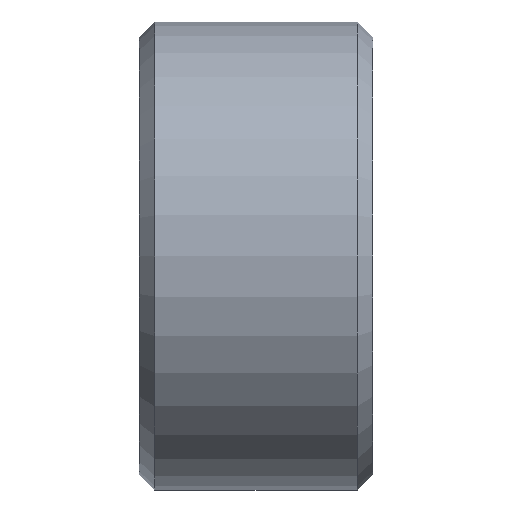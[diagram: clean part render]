
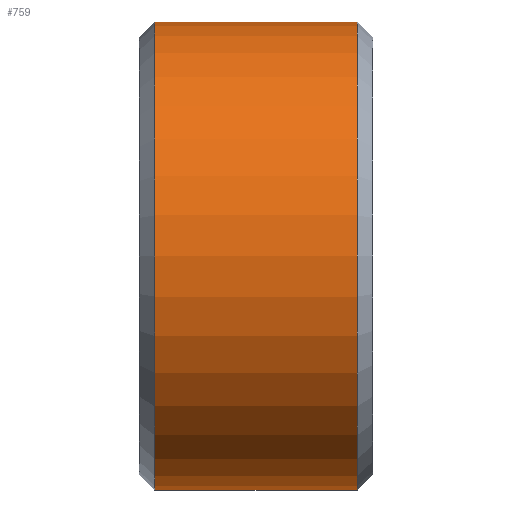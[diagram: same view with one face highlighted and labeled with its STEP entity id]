
A CAD part, front view. The second image highlights one B-rep face of the part: STEP entity #759.
In plain terms, the highlighted cylindrical face has radius 30 mm (diameter 60 mm), a partial arc.
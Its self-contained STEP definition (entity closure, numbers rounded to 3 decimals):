
#63 = CIRCLE ( 'NONE', #577, 30. ) ;
#82 = EDGE_CURVE ( 'NONE', #2175, #2470, #3185, .T. ) ;
#125 = DIRECTION ( 'NONE',  ( 1., 0., 0. ) ) ;
#227 = ORIENTED_EDGE ( 'NONE', *, *, #3103, .T. ) ;
#347 = CARTESIAN_POINT ( 'NONE',  ( -13., 0., -30. ) ) ;
#392 = VERTEX_POINT ( 'NONE', #2274 ) ;
#502 = DIRECTION ( 'NONE',  ( 0., 0., -1. ) ) ;
#577 = AXIS2_PLACEMENT_3D ( 'NONE', #1909, #2550, #1322 ) ;
#622 = CARTESIAN_POINT ( 'NONE',  ( 0., 0., 0. ) ) ;
#646 = VECTOR ( 'NONE', #902, 1000. ) ;
#692 = EDGE_CURVE ( 'NONE', #2175, #392, #2088, .T. ) ;
#759 = ADVANCED_FACE ( 'NONE', ( #817 ), #2061, .T. ) ;
#817 = FACE_OUTER_BOUND ( 'NONE', #1677, .T. ) ;
#902 = DIRECTION ( 'NONE',  ( 1., 0., 0. ) ) ;
#964 = DIRECTION ( 'NONE',  ( 0., 0., -1. ) ) ;
#1083 = DIRECTION ( 'NONE',  ( 1., 0., 0. ) ) ;
#1212 = CARTESIAN_POINT ( 'NONE',  ( 0., 0., 30. ) ) ;
#1322 = DIRECTION ( 'NONE',  ( 0., 0., -1. ) ) ;
#1465 = CARTESIAN_POINT ( 'NONE',  ( 13., 0., -30. ) ) ;
#1677 = EDGE_LOOP ( 'NONE', ( #2579, #3024, #227, #3797 ) ) ;
#1708 = LINE ( 'NONE', #3842, #2623 ) ;
#1909 = CARTESIAN_POINT ( 'NONE',  ( 13., 0., 0. ) ) ;
#2061 = CYLINDRICAL_SURFACE ( 'NONE', #3902, 30. ) ;
#2088 = LINE ( 'NONE', #1212, #646 ) ;
#2175 = VERTEX_POINT ( 'NONE', #3211 ) ;
#2237 = VERTEX_POINT ( 'NONE', #1465 ) ;
#2274 = CARTESIAN_POINT ( 'NONE',  ( 13., 0., 30. ) ) ;
#2470 = VERTEX_POINT ( 'NONE', #347 ) ;
#2550 = DIRECTION ( 'NONE',  ( -1., 0., 0. ) ) ;
#2579 = ORIENTED_EDGE ( 'NONE', *, *, #692, .F. ) ;
#2623 = VECTOR ( 'NONE', #125, 1000. ) ;
#3024 = ORIENTED_EDGE ( 'NONE', *, *, #82, .T. ) ;
#3103 = EDGE_CURVE ( 'NONE', #2470, #2237, #1708, .T. ) ;
#3185 = CIRCLE ( 'NONE', #3648, 30. ) ;
#3211 = CARTESIAN_POINT ( 'NONE',  ( -13., 0., 30. ) ) ;
#3306 = EDGE_CURVE ( 'NONE', #2237, #392, #63, .T. ) ;
#3437 = DIRECTION ( 'NONE',  ( 1., 0., 0. ) ) ;
#3503 = CARTESIAN_POINT ( 'NONE',  ( -13., 0., 0. ) ) ;
#3648 = AXIS2_PLACEMENT_3D ( 'NONE', #3503, #1083, #502 ) ;
#3797 = ORIENTED_EDGE ( 'NONE', *, *, #3306, .T. ) ;
#3842 = CARTESIAN_POINT ( 'NONE',  ( 0., 0., -30. ) ) ;
#3902 = AXIS2_PLACEMENT_3D ( 'NONE', #622, #3437, #964 ) ;
